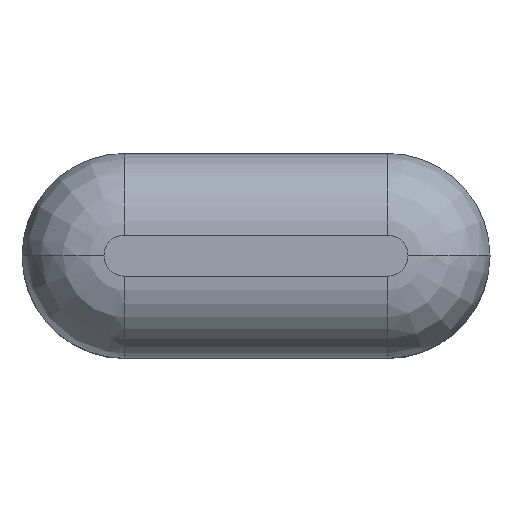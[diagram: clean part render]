
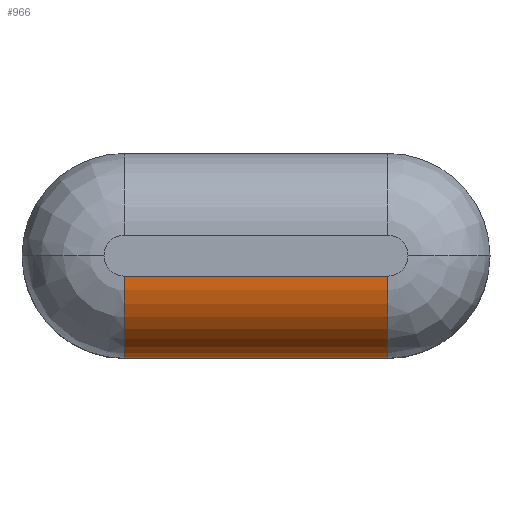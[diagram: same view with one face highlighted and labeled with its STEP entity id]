
A CAD part, top view. The second image highlights one B-rep face of the part: STEP entity #966.
In plain terms, the highlighted cylindrical face has radius 1.4 mm (diameter 2.8 mm), a partial arc.
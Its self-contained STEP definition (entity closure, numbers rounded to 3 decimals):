
#516 = VERTEX_POINT('',#517);
#517 = CARTESIAN_POINT('',(0.25,-1.75,8.1));
#540 = VERTEX_POINT('',#541);
#541 = CARTESIAN_POINT('',(4.75,-1.75,8.1));
#547 = EDGE_CURVE('',#540,#516,#548,.T.);
#548 = LINE('',#549,#550);
#549 = CARTESIAN_POINT('',(4.75,-1.75,8.1));
#550 = VECTOR('',#551,1.);
#551 = DIRECTION('',(-1.,0.,0.));
#909 = EDGE_CURVE('',#516,#910,#912,.T.);
#910 = VERTEX_POINT('',#911);
#911 = CARTESIAN_POINT('',(0.25,-0.35,9.5));
#912 = CIRCLE('',#913,1.4);
#913 = AXIS2_PLACEMENT_3D('',#914,#915,#916);
#914 = CARTESIAN_POINT('',(0.25,-0.35,8.1));
#915 = DIRECTION('',(-1.,0.,0.));
#916 = DIRECTION('',(0.,-1.,0.));
#966 = ADVANCED_FACE('',(#967),#986,.T.);
#967 = FACE_BOUND('',#968,.T.);
#968 = EDGE_LOOP('',(#969,#978,#984,#985));
#969 = ORIENTED_EDGE('',*,*,#970,.T.);
#970 = EDGE_CURVE('',#540,#971,#973,.T.);
#971 = VERTEX_POINT('',#972);
#972 = CARTESIAN_POINT('',(4.75,-0.35,9.5));
#973 = CIRCLE('',#974,1.4);
#974 = AXIS2_PLACEMENT_3D('',#975,#976,#977);
#975 = CARTESIAN_POINT('',(4.75,-0.35,8.1));
#976 = DIRECTION('',(-1.,0.,0.));
#977 = DIRECTION('',(0.,-1.,0.));
#978 = ORIENTED_EDGE('',*,*,#979,.T.);
#979 = EDGE_CURVE('',#971,#910,#980,.T.);
#980 = LINE('',#981,#982);
#981 = CARTESIAN_POINT('',(4.75,-0.35,9.5));
#982 = VECTOR('',#983,1.);
#983 = DIRECTION('',(-1.,0.,0.));
#984 = ORIENTED_EDGE('',*,*,#909,.F.);
#985 = ORIENTED_EDGE('',*,*,#547,.F.);
#986 = CYLINDRICAL_SURFACE('',#987,1.4);
#987 = AXIS2_PLACEMENT_3D('',#988,#989,#990);
#988 = CARTESIAN_POINT('',(4.75,-0.35,8.1));
#989 = DIRECTION('',(-1.,0.,0.));
#990 = DIRECTION('',(0.,-1.,0.));
